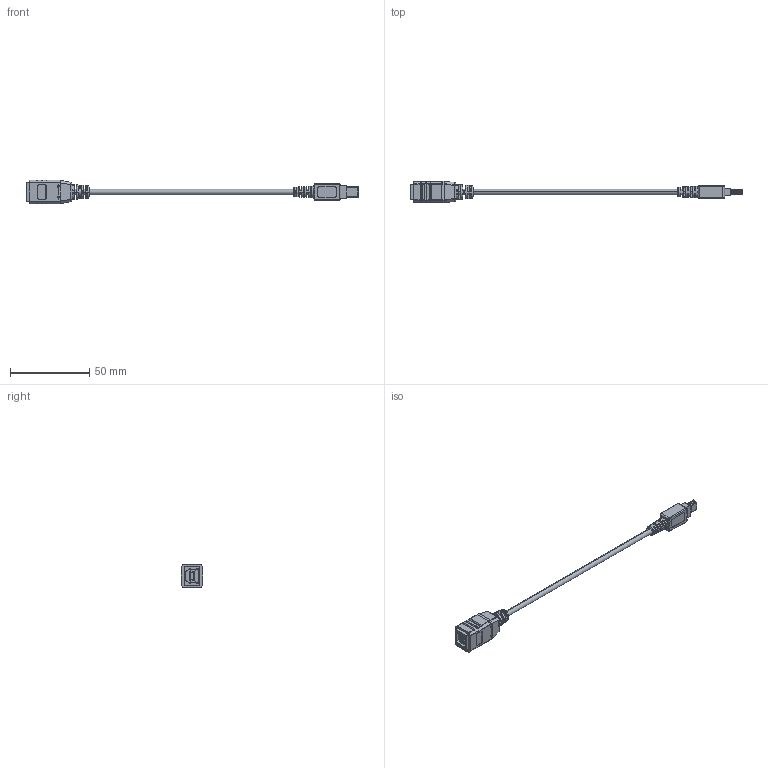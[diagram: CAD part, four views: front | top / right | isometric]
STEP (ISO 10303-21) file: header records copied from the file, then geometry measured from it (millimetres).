
FILE_DESCRIPTION (( 'STEP AP203' ), '1' );
FILE_NAME ('10-00660_revA3.STEP', '2018-11-02T22:08:08', ( '' ), ( '' ), 'SwSTEP 2.0', 'SolidWorks 2015', '' );
FILE_SCHEMA (( 'CONFIG_CONTROL_DESIGN' ));
Length unit declared in the file: millimetre
Products named in the file (11): 10-00660_revA3; 24-00057; 50-00426; 50-00426 insulator; 24-00025; 50-00433 shell; 50-00433 insulator; 50-00426 shell; 50-00433 outside insulator; 30-00088_blunt cut; 50-00433
Assembly tree (10 placements, depth 3):
  10-00660_revA3
    30-00088_blunt cut
    24-00057
    24-00025
    50-00426
      50-00426 insulator
      50-00426 shell
    50-00433
      50-00433 insulator
      50-00433 shell
      50-00433 outside insulator
Bounding box: 209.6 x 13.6 x 15 mm (x, y, z)
Volume: 9571.8 mm3; surface area: 19458.9 mm2
Topology: 61 solids, 61 shells, 1331 faces, 3207 edges, 2017 vertices
Faces by surface type: plane 518, cylinder 428, bspline 257, torus 84, cone 40, sphere 4
Entity records: 46197 total; most frequent: CARTESIAN_POINT 15707, ORIENTED_EDGE 6414, DIRECTION 5583, EDGE_CURVE 3207, AXIS2_PLACEMENT_3D 2048, VERTEX_POINT 2017, LINE 1487, VECTOR 1487
